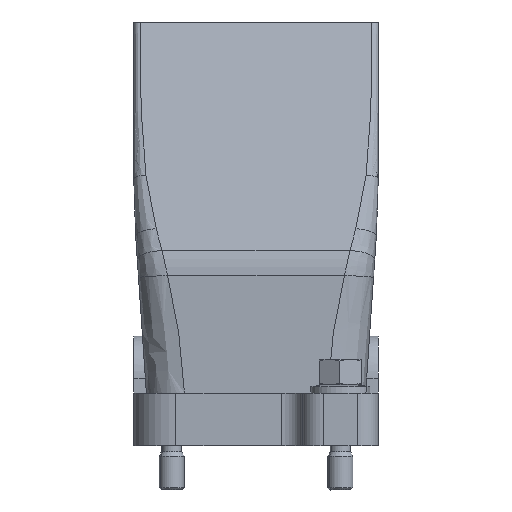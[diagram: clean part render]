
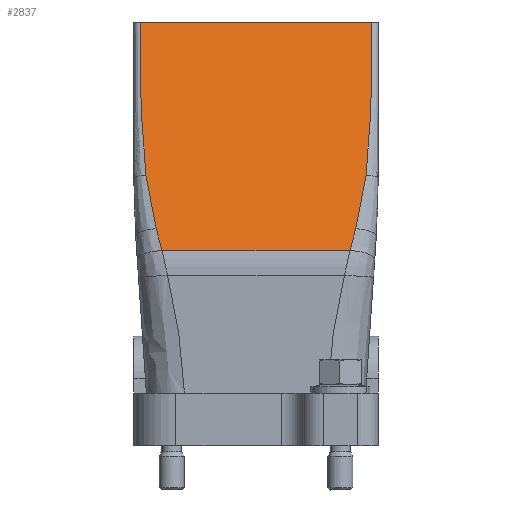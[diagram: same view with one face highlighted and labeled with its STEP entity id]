
A CAD part, front view. The second image highlights one B-rep face of the part: STEP entity #2837.
In plain terms, the highlighted planar face has unit normal (0, -0.956, 0.293).
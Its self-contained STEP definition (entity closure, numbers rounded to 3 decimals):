
#2774=AXIS2_PLACEMENT_3D('Plane Axis2P3D',#2771,#2772,#2773) ;
#1671=CARTESIAN_POINT('Vertex',(56.5,38.5,111.)) ;
#1675=CARTESIAN_POINT('Control Point',(55.101,27.355,74.66)) ;
#1676=CARTESIAN_POINT('Control Point',(55.87,29.39,81.295)) ;
#1677=CARTESIAN_POINT('Control Point',(56.307,31.432,87.954)) ;
#1678=CARTESIAN_POINT('Control Point',(56.464,33.477,94.622)) ;
#1679=CARTESIAN_POINT('Control Point',(56.497,35.684,101.818)) ;
#1680=CARTESIAN_POINT('Control Point',(56.5,37.891,109.014)) ;
#1681=CARTESIAN_POINT('Control Point',(56.5,38.09,109.663)) ;
#1682=CARTESIAN_POINT('Control Point',(56.5,38.299,110.343)) ;
#1683=CARTESIAN_POINT('Control Point',(56.5,38.5,111.)) ;
#1684=CARTESIAN_POINT('Vertex',(55.101,27.355,74.66)) ;
#1758=CARTESIAN_POINT('Control Point',(52.662,23.463,61.97)) ;
#1759=CARTESIAN_POINT('Control Point',(52.672,23.475,62.007)) ;
#1760=CARTESIAN_POINT('Control Point',(52.681,23.486,62.043)) ;
#1761=CARTESIAN_POINT('Control Point',(52.691,23.497,62.08)) ;
#1762=CARTESIAN_POINT('Control Point',(53.341,24.264,64.582)) ;
#1763=CARTESIAN_POINT('Control Point',(53.924,25.038,67.104)) ;
#1764=CARTESIAN_POINT('Control Point',(54.412,25.805,69.605)) ;
#1765=CARTESIAN_POINT('Control Point',(54.803,26.578,72.127)) ;
#1766=CARTESIAN_POINT('Control Point',(55.101,27.355,74.66)) ;
#1767=CARTESIAN_POINT('Vertex',(52.662,23.463,61.97)) ;
#1868=CARTESIAN_POINT('Control Point',(51.316,21.879,56.804)) ;
#1869=CARTESIAN_POINT('Control Point',(51.391,21.966,57.089)) ;
#1870=CARTESIAN_POINT('Control Point',(51.465,22.054,57.374)) ;
#1871=CARTESIAN_POINT('Control Point',(51.54,22.141,57.657)) ;
#1872=CARTESIAN_POINT('Control Point',(51.812,22.459,58.696)) ;
#1873=CARTESIAN_POINT('Control Point',(52.084,22.778,59.735)) ;
#1874=CARTESIAN_POINT('Control Point',(52.272,22.999,60.455)) ;
#1875=CARTESIAN_POINT('Control Point',(52.468,23.231,61.213)) ;
#1876=CARTESIAN_POINT('Control Point',(52.662,23.463,61.97)) ;
#1877=CARTESIAN_POINT('Vertex',(51.316,21.879,56.804)) ;
#2771=CARTESIAN_POINT('Axis2P3D Location',(29.,38.5,111.)) ;
#2777=CARTESIAN_POINT('Control Point',(2.899,27.355,74.66)) ;
#2778=CARTESIAN_POINT('Control Point',(2.13,29.39,81.295)) ;
#2779=CARTESIAN_POINT('Control Point',(1.693,31.432,87.954)) ;
#2780=CARTESIAN_POINT('Control Point',(1.536,33.477,94.622)) ;
#2781=CARTESIAN_POINT('Control Point',(1.503,35.684,101.818)) ;
#2782=CARTESIAN_POINT('Control Point',(1.5,37.891,109.014)) ;
#2783=CARTESIAN_POINT('Control Point',(1.5,38.09,109.663)) ;
#2784=CARTESIAN_POINT('Control Point',(1.5,38.299,110.343)) ;
#2785=CARTESIAN_POINT('Control Point',(1.5,38.5,111.)) ;
#2786=CARTESIAN_POINT('Vertex',(1.5,38.5,111.)) ;
#2788=CARTESIAN_POINT('Vertex',(2.899,27.355,74.66)) ;
#2792=CARTESIAN_POINT('Control Point',(5.338,23.463,61.97)) ;
#2793=CARTESIAN_POINT('Control Point',(5.328,23.475,62.007)) ;
#2794=CARTESIAN_POINT('Control Point',(5.319,23.486,62.043)) ;
#2795=CARTESIAN_POINT('Control Point',(5.309,23.497,62.08)) ;
#2796=CARTESIAN_POINT('Control Point',(4.659,24.264,64.582)) ;
#2797=CARTESIAN_POINT('Control Point',(4.076,25.038,67.104)) ;
#2798=CARTESIAN_POINT('Control Point',(3.588,25.805,69.605)) ;
#2799=CARTESIAN_POINT('Control Point',(3.197,26.578,72.127)) ;
#2800=CARTESIAN_POINT('Control Point',(2.899,27.355,74.66)) ;
#2801=CARTESIAN_POINT('Vertex',(5.338,23.463,61.97)) ;
#2805=CARTESIAN_POINT('Control Point',(6.684,21.879,56.804)) ;
#2806=CARTESIAN_POINT('Control Point',(6.609,21.966,57.089)) ;
#2807=CARTESIAN_POINT('Control Point',(6.535,22.054,57.374)) ;
#2808=CARTESIAN_POINT('Control Point',(6.46,22.141,57.657)) ;
#2809=CARTESIAN_POINT('Control Point',(6.188,22.459,58.696)) ;
#2810=CARTESIAN_POINT('Control Point',(5.916,22.778,59.735)) ;
#2811=CARTESIAN_POINT('Control Point',(5.728,22.999,60.455)) ;
#2812=CARTESIAN_POINT('Control Point',(5.532,23.231,61.213)) ;
#2813=CARTESIAN_POINT('Control Point',(5.338,23.463,61.97)) ;
#2814=CARTESIAN_POINT('Vertex',(6.684,21.879,56.804)) ;
#2817=CARTESIAN_POINT('Line Origine',(29.,21.879,56.804)) ;
#2822=CARTESIAN_POINT('Line Origine',(29.,38.5,111.)) ;
#2772=DIRECTION('Axis2P3D Direction',(0.,0.956,-0.293)) ;
#2773=DIRECTION('Axis2P3D XDirection',(0.,-0.293,-0.956)) ;
#2818=DIRECTION('Vector Direction',(-1.,0.,0.)) ;
#2823=DIRECTION('Vector Direction',(-1.,0.,0.)) ;
#2819=VECTOR('Line Direction',#2818,1.) ;
#2824=VECTOR('Line Direction',#2823,1.) ;
#2828=ORIENTED_EDGE('',*,*,#2790,.T.) ;
#2829=ORIENTED_EDGE('',*,*,#2803,.T.) ;
#2830=ORIENTED_EDGE('',*,*,#2816,.T.) ;
#2831=ORIENTED_EDGE('',*,*,#2821,.F.) ;
#2832=ORIENTED_EDGE('',*,*,#1879,.F.) ;
#2833=ORIENTED_EDGE('',*,*,#1769,.F.) ;
#2834=ORIENTED_EDGE('',*,*,#1686,.F.) ;
#2835=ORIENTED_EDGE('',*,*,#2826,.T.) ;
#2837=ADVANCED_FACE('Hood',(#2836),#2775,.F.) ;
#1674=B_SPLINE_CURVE_WITH_KNOTS('',5,(#1675,#1676,#1677,#1678,#1679,#1680,#1681,#1682,#1683),.UNSPECIFIED.,.F.,.U.,(6,3,6),(117.976,178.336,183.152),.UNSPECIFIED.) ;
#1757=B_SPLINE_CURVE_WITH_KNOTS('',5,(#1758,#1759,#1760,#1761,#1762,#1763,#1764,#1765,#1766),.UNSPECIFIED.,.F.,.U.,(6,3,6),(94.774,95.118,118.382),.UNSPECIFIED.) ;
#1867=B_SPLINE_CURVE_WITH_KNOTS('',5,(#1868,#1869,#1870,#1871,#1872,#1873,#1874,#1875,#1876),.UNSPECIFIED.,.F.,.U.,(6,3,6),(87.734,90.355,97.382),.UNSPECIFIED.) ;
#2776=B_SPLINE_CURVE_WITH_KNOTS('',5,(#2777,#2778,#2779,#2780,#2781,#2782,#2783,#2784,#2785),.UNSPECIFIED.,.F.,.U.,(6,3,6),(117.975,178.336,183.152),.UNSPECIFIED.) ;
#2791=B_SPLINE_CURVE_WITH_KNOTS('',5,(#2792,#2793,#2794,#2795,#2796,#2797,#2798,#2799,#2800),.UNSPECIFIED.,.F.,.U.,(6,3,6),(94.774,95.118,118.382),.UNSPECIFIED.) ;
#2804=B_SPLINE_CURVE_WITH_KNOTS('',5,(#2805,#2806,#2807,#2808,#2809,#2810,#2811,#2812,#2813),.UNSPECIFIED.,.F.,.U.,(6,3,6),(87.734,90.355,97.382),.UNSPECIFIED.) ;
#1686=EDGE_CURVE('',#1672,#1685,#1674,.F.) ;
#1769=EDGE_CURVE('',#1685,#1768,#1757,.F.) ;
#1879=EDGE_CURVE('',#1768,#1878,#1867,.F.) ;
#2790=EDGE_CURVE('',#2787,#2789,#2776,.F.) ;
#2803=EDGE_CURVE('',#2789,#2802,#2791,.F.) ;
#2816=EDGE_CURVE('',#2802,#2815,#2804,.F.) ;
#2821=EDGE_CURVE('',#1878,#2815,#2820,.T.) ;
#2826=EDGE_CURVE('',#1672,#2787,#2825,.T.) ;
#2827=EDGE_LOOP('',(#2828,#2829,#2830,#2831,#2832,#2833,#2834,#2835)) ;
#2836=FACE_OUTER_BOUND('',#2827,.T.) ;
#2820=LINE('Line',#2817,#2819) ;
#2825=LINE('Line',#2822,#2824) ;
#2775=PLANE('',#2774) ;
#1672=VERTEX_POINT('',#1671) ;
#1685=VERTEX_POINT('',#1684) ;
#1768=VERTEX_POINT('',#1767) ;
#1878=VERTEX_POINT('',#1877) ;
#2787=VERTEX_POINT('',#2786) ;
#2789=VERTEX_POINT('',#2788) ;
#2802=VERTEX_POINT('',#2801) ;
#2815=VERTEX_POINT('',#2814) ;
